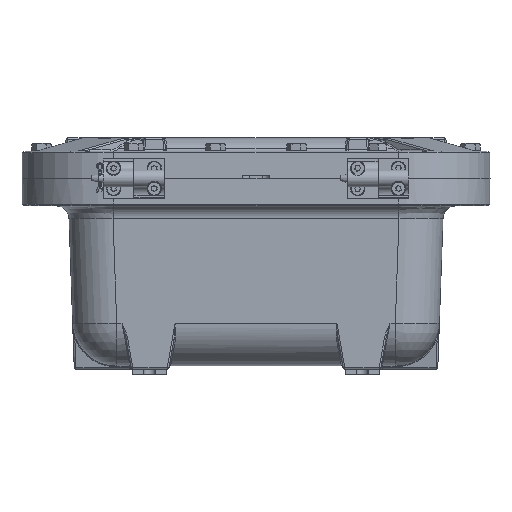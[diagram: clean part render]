
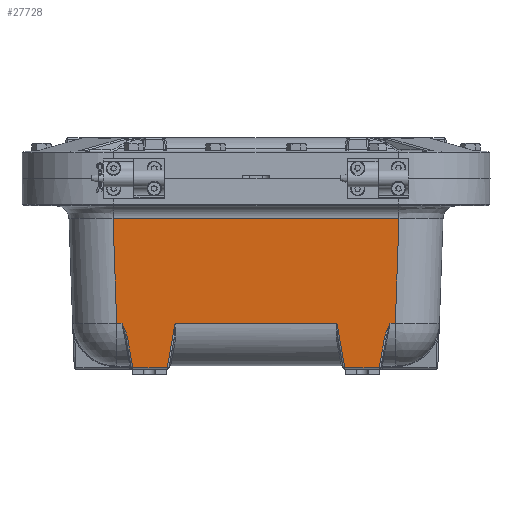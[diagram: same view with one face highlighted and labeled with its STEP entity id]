
A CAD part, left-side view. The second image highlights one B-rep face of the part: STEP entity #27728.
In plain terms, the highlighted planar face has unit normal (-0.999, 0, -0.035).
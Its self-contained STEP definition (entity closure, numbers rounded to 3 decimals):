
#2013=LINE('',#44235,#4189);
#2022=LINE('',#44651,#4198);
#2054=LINE('',#44974,#4230);
#2059=LINE('',#45087,#4235);
#2062=LINE('',#45091,#4238);
#2072=LINE('',#45201,#4248);
#2073=LINE('',#45203,#4249);
#2074=LINE('',#45213,#4250);
#2075=LINE('',#45215,#4251);
#2076=LINE('',#45217,#4252);
#2077=LINE('',#45218,#4253);
#2078=LINE('',#45219,#4254);
#4189=VECTOR('',#33235,0.394);
#4198=VECTOR('',#33306,0.394);
#4230=VECTOR('',#33448,0.394);
#4235=VECTOR('',#33483,0.394);
#4238=VECTOR('',#33488,0.394);
#4248=VECTOR('',#33536,0.394);
#4249=VECTOR('',#33537,0.394);
#4250=VECTOR('',#33538,0.394);
#4251=VECTOR('',#33539,0.394);
#4252=VECTOR('',#33540,0.394);
#4253=VECTOR('',#33541,0.394);
#4254=VECTOR('',#33542,0.394);
#5960=B_SPLINE_CURVE_WITH_KNOTS('',3,(#45036,#45037,#45038,#45039,#45040,
#45041,#45042,#45043,#45044,#45045,#45046,#45047),.UNSPECIFIED.,.F.,.F.,
(4,1,1,1,1,1,1,2,4),(0.,0.309,0.617,0.926,
1.081,1.235,1.389,1.544,1.547),
 .UNSPECIFIED.);
#5962=B_SPLINE_CURVE_WITH_KNOTS('',3,(#45205,#45206,#45207,#45208,#45209,
#45210,#45211,#45212),.UNSPECIFIED.,.F.,.F.,(4,2,1,1,4),(-0.003,
0.,0.617,0.926,1.544),.UNSPECIFIED.);
#7675=FACE_OUTER_BOUND('',#9458,.T.);
#9458=EDGE_LOOP('',(#21047,#21048,#21049,#21050,#21051,#21052,#21053,#21054,
#21055,#21056,#21057,#21058,#21059,#21060));
#12357=VERTEX_POINT('',#43769);
#12358=VERTEX_POINT('',#43773);
#12398=VERTEX_POINT('',#44206);
#12400=VERTEX_POINT('',#44226);
#12420=VERTEX_POINT('',#44649);
#12456=VERTEX_POINT('',#44963);
#12459=VERTEX_POINT('',#44970);
#12461=VERTEX_POINT('',#45035);
#12469=VERTEX_POINT('',#45083);
#12480=VERTEX_POINT('',#45200);
#12481=VERTEX_POINT('',#45202);
#12482=VERTEX_POINT('',#45204);
#12483=VERTEX_POINT('',#45214);
#12484=VERTEX_POINT('',#45216);
#15472=EDGE_CURVE('',#12400,#12398,#2013,.T.);
#15509=EDGE_CURVE('',#12420,#12400,#2022,.T.);
#15577=EDGE_CURVE('',#12456,#12459,#2054,.T.);
#15578=EDGE_CURVE('',#12459,#12461,#5960,.T.);
#15593=EDGE_CURVE('',#12398,#12469,#2059,.T.);
#15596=EDGE_CURVE('',#12469,#12456,#2062,.T.);
#15617=EDGE_CURVE('',#12480,#12420,#2072,.T.);
#15618=EDGE_CURVE('',#12481,#12480,#2073,.T.);
#15619=EDGE_CURVE('',#12482,#12481,#5962,.T.);
#15620=EDGE_CURVE('',#12357,#12482,#2074,.T.);
#15621=EDGE_CURVE('',#12483,#12357,#2075,.T.);
#15622=EDGE_CURVE('',#12484,#12483,#2076,.T.);
#15623=EDGE_CURVE('',#12358,#12484,#2077,.T.);
#15624=EDGE_CURVE('',#12461,#12358,#2078,.T.);
#21047=ORIENTED_EDGE('',*,*,#15578,.F.);
#21048=ORIENTED_EDGE('',*,*,#15577,.F.);
#21049=ORIENTED_EDGE('',*,*,#15596,.F.);
#21050=ORIENTED_EDGE('',*,*,#15593,.F.);
#21051=ORIENTED_EDGE('',*,*,#15472,.F.);
#21052=ORIENTED_EDGE('',*,*,#15509,.F.);
#21053=ORIENTED_EDGE('',*,*,#15617,.F.);
#21054=ORIENTED_EDGE('',*,*,#15618,.F.);
#21055=ORIENTED_EDGE('',*,*,#15619,.F.);
#21056=ORIENTED_EDGE('',*,*,#15620,.F.);
#21057=ORIENTED_EDGE('',*,*,#15621,.F.);
#21058=ORIENTED_EDGE('',*,*,#15622,.F.);
#21059=ORIENTED_EDGE('',*,*,#15623,.F.);
#21060=ORIENTED_EDGE('',*,*,#15624,.F.);
#26702=PLANE('',#29753);
#27728=ADVANCED_FACE('',(#7675),#26702,.T.);
#29753=AXIS2_PLACEMENT_3D('',#45199,#33534,#33535);
#33235=DIRECTION('',(0.,1.,0.));
#33306=DIRECTION('',(-0.034,0.174,0.984));
#33448=DIRECTION('',(-0.034,0.174,0.984));
#33483=DIRECTION('',(0.034,0.174,-0.984));
#33488=DIRECTION('',(0.,1.,0.));
#33534=DIRECTION('center_axis',(-0.999,0.,
-0.035));
#33535=DIRECTION('ref_axis',(-0.035,0.,0.999));
#33536=DIRECTION('',(0.,1.,0.));
#33537=DIRECTION('',(0.034,0.174,-0.984));
#33538=DIRECTION('',(0.,1.,0.));
#33539=DIRECTION('',(0.035,0.035,-0.999));
#33540=DIRECTION('',(0.,-1.,0.));
#33541=DIRECTION('',(-0.035,0.035,0.999));
#33542=DIRECTION('',(0.,1.,0.));
#43769=CARTESIAN_POINT('',(-4.759,-5.135,-5.338));
#43773=CARTESIAN_POINT('',(-4.759,5.135,-5.338));
#44206=CARTESIAN_POINT('',(-4.759,2.983,-5.338));
#44226=CARTESIAN_POINT('',(-4.759,-2.983,-5.338));
#44235=CARTESIAN_POINT('',(-4.759,3.455,-5.338));
#44649=CARTESIAN_POINT('',(-4.701,-3.271,-6.971));
#44651=CARTESIAN_POINT('',(-4.833,-2.607,-3.205));
#44963=CARTESIAN_POINT('',(-4.701,4.541,-6.971));
#44970=CARTESIAN_POINT('',(-4.739,4.729,-5.908));
#44974=CARTESIAN_POINT('',(-4.811,5.094,-3.835));
#45035=CARTESIAN_POINT('',(-4.759,4.938,-5.338));
#45036=CARTESIAN_POINT('Ctrl Pts',(-4.739,4.729,-5.908));
#45037=CARTESIAN_POINT('Ctrl Pts',(-4.74,4.736,-5.868));
#45038=CARTESIAN_POINT('Ctrl Pts',(-4.743,4.755,-5.789));
#45039=CARTESIAN_POINT('Ctrl Pts',(-4.747,4.794,-5.674));
#45040=CARTESIAN_POINT('Ctrl Pts',(-4.75,4.831,-5.58));
#45041=CARTESIAN_POINT('Ctrl Pts',(-4.753,4.863,-5.505));
#45042=CARTESIAN_POINT('Ctrl Pts',(-4.755,4.888,-5.45));
#45043=CARTESIAN_POINT('Ctrl Pts',(-4.757,4.913,-5.394));
#45044=CARTESIAN_POINT('Ctrl Pts',(-4.758,4.929,-5.357));
#45045=CARTESIAN_POINT('Ctrl Pts',(-4.758,4.938,-5.339));
#45046=CARTESIAN_POINT('Ctrl Pts',(-4.759,4.938,-5.338));
#45047=CARTESIAN_POINT('Ctrl Pts',(-4.759,4.938,-5.338));
#45083=CARTESIAN_POINT('',(-4.701,3.271,-6.971));
#45087=CARTESIAN_POINT('',(-4.792,2.815,-4.385));
#45091=CARTESIAN_POINT('',(-4.701,5.822,-6.971));
#45199=CARTESIAN_POINT('Origin',(-4.91,6.91,-1.));
#45200=CARTESIAN_POINT('',(-4.701,-4.541,-6.971));
#45201=CARTESIAN_POINT('',(-4.701,1.088,-6.971));
#45202=CARTESIAN_POINT('',(-4.739,-4.729,-5.908));
#45203=CARTESIAN_POINT('',(-4.77,-4.886,-5.016));
#45204=CARTESIAN_POINT('',(-4.759,-4.938,-5.338));
#45205=CARTESIAN_POINT('Ctrl Pts',(-4.759,-4.938,-5.338));
#45206=CARTESIAN_POINT('Ctrl Pts',(-4.759,-4.938,-5.338));
#45207=CARTESIAN_POINT('Ctrl Pts',(-4.758,-4.938,
-5.339));
#45208=CARTESIAN_POINT('Ctrl Pts',(-4.756,-4.904,-5.413));
#45209=CARTESIAN_POINT('Ctrl Pts',(-4.752,-4.854,
-5.523));
#45210=CARTESIAN_POINT('Ctrl Pts',(-4.745,-4.779,
-5.712));
#45211=CARTESIAN_POINT('Ctrl Pts',(-4.741,-4.743,
-5.828));
#45212=CARTESIAN_POINT('Ctrl Pts',(-4.739,-4.729,
-5.908));
#45213=CARTESIAN_POINT('',(-4.759,3.455,-5.338));
#45214=CARTESIAN_POINT('',(-4.893,-5.269,-1.483));
#45215=CARTESIAN_POINT('',(-4.904,-5.28,-1.184));
#45216=CARTESIAN_POINT('',(-4.893,5.269,-1.483));
#45217=CARTESIAN_POINT('',(-4.893,3.455,-1.483));
#45218=CARTESIAN_POINT('',(-4.906,5.282,-1.114));
#45219=CARTESIAN_POINT('',(-4.759,3.455,-5.338));
